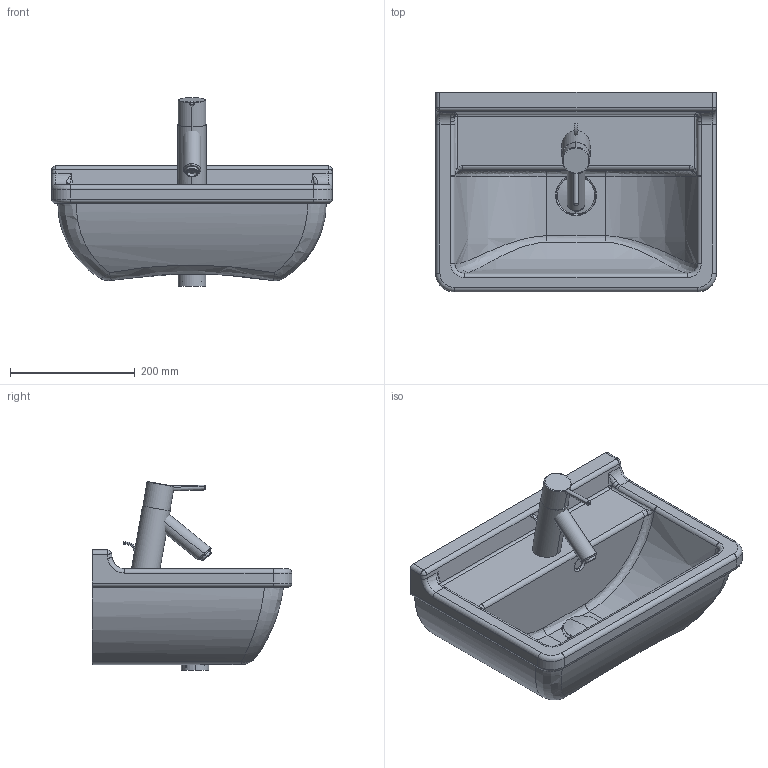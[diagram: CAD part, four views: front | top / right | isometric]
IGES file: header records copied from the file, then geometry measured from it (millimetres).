
Global section: file name: No Iges File Name specified; native system: AutoDesk Inventor R11.0; preprocessor: AutoDesk Inventor Iges Exporter R11.0; author: No Author specified; organization: No Organization specified; date: 20070629.223416; units: millimetre
Bounding box: 450 x 320 x 302.29 mm (x, y, z)
Volume: 9629481 mm3; surface area: 696582.6 mm2
Topology: 8 solids, 8 shells, 215 faces, 509 edges, 300 vertices
Faces by surface type: cylinder 55, plane 49, bspline 37, torus 33, revolution 32, sphere 7, cone 2
